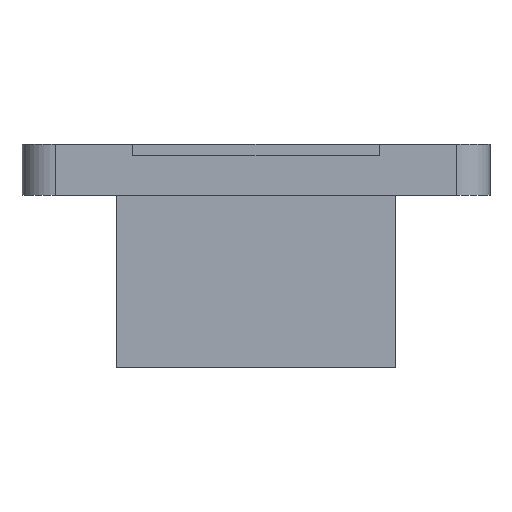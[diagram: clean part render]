
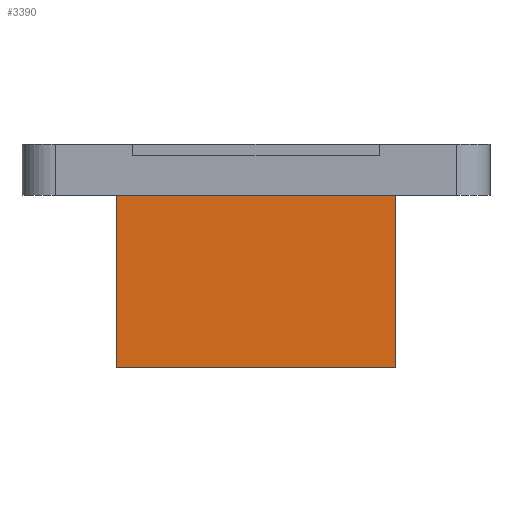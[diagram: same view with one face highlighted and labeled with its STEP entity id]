
A CAD part, front view. The second image highlights one B-rep face of the part: STEP entity #3390.
In plain terms, the highlighted planar face has unit normal (0, -1, 0).
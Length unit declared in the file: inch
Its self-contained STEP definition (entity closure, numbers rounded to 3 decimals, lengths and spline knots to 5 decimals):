
#273 = CARTESIAN_POINT ( 'NONE',  ( 0.625, -0.375, -2.40257 ) ) ;
#687 = ORIENTED_EDGE ( 'NONE', *, *, #1059, .T. ) ;
#710 = LINE ( 'NONE', #5793, #4332 ) ;
#1059 = EDGE_CURVE ( 'NONE', #1411, #3761, #3234, .T. ) ;
#1411 = VERTEX_POINT ( 'NONE', #4717 ) ;
#1426 = DIRECTION ( 'NONE',  ( 1., 0., 0. ) ) ;
#1479 = FACE_OUTER_BOUND ( 'NONE', #2618, .T. ) ;
#1747 = CARTESIAN_POINT ( 'NONE',  ( 0., -0.375, -0.23 ) ) ;
#1758 = LINE ( 'NONE', #5855, #3348 ) ;
#1879 = EDGE_CURVE ( 'NONE', #3837, #3783, #710, .T. ) ;
#1914 = VECTOR ( 'NONE', #4266, 39.37008 ) ;
#2263 = DIRECTION ( 'NONE',  ( 0., 0., 1. ) ) ;
#2289 = CARTESIAN_POINT ( 'NONE',  ( -0.625, -0.375, -1. ) ) ;
#2330 = CARTESIAN_POINT ( 'NONE',  ( -0.815, -0.375, -1. ) ) ;
#2342 = VECTOR ( 'NONE', #5296, 39.37008 ) ;
#2368 = AXIS2_PLACEMENT_3D ( 'NONE', #2330, #2826, #3404 ) ;
#2608 = ORIENTED_EDGE ( 'NONE', *, *, #4435, .T. ) ;
#2618 = EDGE_LOOP ( 'NONE', ( #4103, #687, #2608, #4393 ) ) ;
#2826 = DIRECTION ( 'NONE',  ( 0., -1., 0. ) ) ;
#3234 = LINE ( 'NONE', #273, #1914 ) ;
#3348 = VECTOR ( 'NONE', #1426, 39.37008 ) ;
#3390 = ADVANCED_FACE ( 'NONE', ( #1479 ), #6360, .T. ) ;
#3404 = DIRECTION ( 'NONE',  ( 0., 0., -1. ) ) ;
#3652 = LINE ( 'NONE', #1747, #2342 ) ;
#3761 = VERTEX_POINT ( 'NONE', #5198 ) ;
#3783 = VERTEX_POINT ( 'NONE', #5124 ) ;
#3837 = VERTEX_POINT ( 'NONE', #2289 ) ;
#4103 = ORIENTED_EDGE ( 'NONE', *, *, #6088, .T. ) ;
#4266 = DIRECTION ( 'NONE',  ( 0., 0., 1. ) ) ;
#4332 = VECTOR ( 'NONE', #2263, 39.37008 ) ;
#4393 = ORIENTED_EDGE ( 'NONE', *, *, #1879, .F. ) ;
#4435 = EDGE_CURVE ( 'NONE', #3761, #3783, #3652, .T. ) ;
#4717 = CARTESIAN_POINT ( 'NONE',  ( 0.625, -0.375, -1. ) ) ;
#5124 = CARTESIAN_POINT ( 'NONE',  ( -0.625, -0.375, -0.23 ) ) ;
#5198 = CARTESIAN_POINT ( 'NONE',  ( 0.625, -0.375, -0.23 ) ) ;
#5296 = DIRECTION ( 'NONE',  ( -1., 0., 0. ) ) ;
#5793 = CARTESIAN_POINT ( 'NONE',  ( -0.625, -0.375, -2.40257 ) ) ;
#5855 = CARTESIAN_POINT ( 'NONE',  ( -0.815, -0.375, -1. ) ) ;
#6088 = EDGE_CURVE ( 'NONE', #3837, #1411, #1758, .T. ) ;
#6360 = PLANE ( 'NONE',  #2368 ) ;
